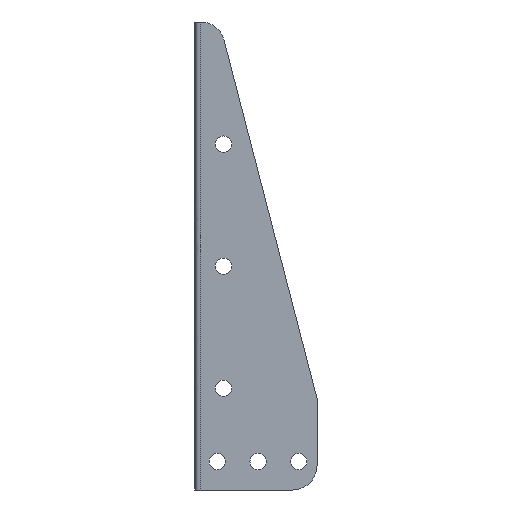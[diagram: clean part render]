
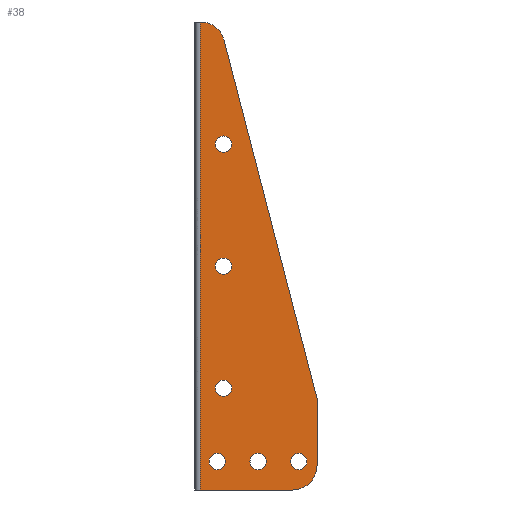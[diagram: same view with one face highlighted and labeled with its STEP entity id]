
A CAD part, left-side view. The second image highlights one B-rep face of the part: STEP entity #38.
In plain terms, the highlighted planar face has unit normal (-1, 0, 0).
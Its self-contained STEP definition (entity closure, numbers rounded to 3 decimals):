
#38 = ADVANCED_FACE ( 'NONE', ( #1315, #1307, #1312, #1311, #1309, #1305, #1304 ), #129, .F. ) ;
#61 = DIRECTION ( 'NONE',  ( 0., -1., 0. ) ) ;
#105 = CARTESIAN_POINT ( 'NONE',  ( -22., -14., -65. ) ) ;
#106 = CARTESIAN_POINT ( 'NONE',  ( -22., -55., -101. ) ) ;
#115 = CARTESIAN_POINT ( 'NONE',  ( -22., -14., -5. ) ) ;
#118 = DIRECTION ( 'NONE',  ( 0., 0., -1. ) ) ;
#119 = DIRECTION ( 'NONE',  ( -1., 0., 0. ) ) ;
#120 = CARTESIAN_POINT ( 'NONE',  ( -22., -48., -103. ) ) ;
#121 = DIRECTION ( 'NONE',  ( 0., 0., -1. ) ) ;
#122 = CARTESIAN_POINT ( 'NONE',  ( -22., 0., 115. ) ) ;
#129 = PLANE ( 'NONE',  #1688 ) ;
#133 = DIRECTION ( 'NONE',  ( 0., -1., 0. ) ) ;
#136 = DIRECTION ( 'NONE',  ( 1., 0., 0. ) ) ;
#151 = DIRECTION ( 'NONE',  ( -1., 0., 0. ) ) ;
#153 = DIRECTION ( 'NONE',  ( 0., -1., 0. ) ) ;
#155 = DIRECTION ( 'NONE',  ( -1., 0., 0. ) ) ;
#156 = CARTESIAN_POINT ( 'NONE',  ( -22., -31., -101. ) ) ;
#203 = CARTESIAN_POINT ( 'NONE',  ( -22., -14., 55. ) ) ;
#245 = CARTESIAN_POINT ( 'NONE',  ( -22., -18., -5. ) ) ;
#310 = DIRECTION ( 'NONE',  ( 0., -1., 0. ) ) ;
#323 = DIRECTION ( 'NONE',  ( -1., 0., 0. ) ) ;
#344 = CARTESIAN_POINT ( 'NONE',  ( -22., -11., -101. ) ) ;
#362 = CARTESIAN_POINT ( 'NONE',  ( -22., -35., -101. ) ) ;
#380 = DIRECTION ( 'NONE',  ( 0., -1., 0. ) ) ;
#420 = CARTESIAN_POINT ( 'NONE',  ( -22., -18., -65. ) ) ;
#473 = DIRECTION ( 'NONE',  ( 0., 0., -1. ) ) ;
#475 = CARTESIAN_POINT ( 'NONE',  ( -22., -60., 115. ) ) ;
#478 = DIRECTION ( 'NONE',  ( 0., 0.251, 0.968 ) ) ;
#480 = DIRECTION ( 'NONE',  ( 0., -1., 0. ) ) ;
#483 = DIRECTION ( 'NONE',  ( 0., 0., -1. ) ) ;
#485 = DIRECTION ( 'NONE',  ( -1., 0., 0. ) ) ;
#487 = CARTESIAN_POINT ( 'NONE',  ( -22., -2.716, 103. ) ) ;
#490 = CARTESIAN_POINT ( 'NONE',  ( -22., 0., 115. ) ) ;
#491 = CARTESIAN_POINT ( 'NONE',  ( -22., -11.243, 117.917 ) ) ;
#495 = DIRECTION ( 'NONE',  ( 0., 0., -1. ) ) ;
#497 = CARTESIAN_POINT ( 'NONE',  ( -22., -2.5, 115. ) ) ;
#531 = CARTESIAN_POINT ( 'NONE',  ( -22., -18., 55. ) ) ;
#544 = CARTESIAN_POINT ( 'NONE',  ( -22., -51., -101. ) ) ;
#548 = CARTESIAN_POINT ( 'NONE',  ( -22., -48., -115. ) ) ;
#557 = DIRECTION ( 'NONE',  ( 0., -1., 0. ) ) ;
#559 = DIRECTION ( 'NONE',  ( -1., 0., 0. ) ) ;
#568 = DIRECTION ( 'NONE',  ( -1., 0., 0. ) ) ;
#585 = CARTESIAN_POINT ( 'NONE',  ( -22., -2.716, 115. ) ) ;
#587 = CARTESIAN_POINT ( 'NONE',  ( -22., -14.332, 106.014 ) ) ;
#588 = CARTESIAN_POINT ( 'NONE',  ( -22., -15., -101. ) ) ;
#608 = CARTESIAN_POINT ( 'NONE',  ( -22., -2.5, -115. ) ) ;
#609 = CARTESIAN_POINT ( 'NONE',  ( -22., -2.5, 115. ) ) ;
#612 = CARTESIAN_POINT ( 'NONE',  ( -22., -60., -103. ) ) ;
#613 = CARTESIAN_POINT ( 'NONE',  ( -22., -60., -70. ) ) ;
#620 = CARTESIAN_POINT ( 'NONE',  ( -22., 0., -115. ) ) ;
#656 = DIRECTION ( 'NONE',  ( -1., 0., 0. ) ) ;
#657 = DIRECTION ( 'NONE',  ( 0., -1., 0. ) ) ;
#868 = VERTEX_POINT ( 'NONE', #613 ) ;
#870 = VERTEX_POINT ( 'NONE', #612 ) ;
#875 = VERTEX_POINT ( 'NONE', #609 ) ;
#876 = VERTEX_POINT ( 'NONE', #608 ) ;
#895 = VERTEX_POINT ( 'NONE', #587 ) ;
#897 = VERTEX_POINT ( 'NONE', #585 ) ;
#926 = VERTEX_POINT ( 'NONE', #548 ) ;
#948 = VERTEX_POINT ( 'NONE', #106 ) ;
#951 = VERTEX_POINT ( 'NONE', #245 ) ;
#963 = VERTEX_POINT ( 'NONE', #531 ) ;
#981 = VERTEX_POINT ( 'NONE', #420 ) ;
#995 = VERTEX_POINT ( 'NONE', #362 ) ;
#1003 = VERTEX_POINT ( 'NONE', #588 ) ;
#1018 = EDGE_CURVE ( 'NONE', #875, #876, #1224, .T. ) ;
#1020 = EDGE_CURVE ( 'NONE', #895, #897, #1222, .T. ) ;
#1022 = EDGE_CURVE ( 'NONE', #875, #897, #1220, .T. ) ;
#1023 = EDGE_CURVE ( 'NONE', #868, #895, #1217, .T. ) ;
#1024 = EDGE_CURVE ( 'NONE', #868, #870, #1212, .T. ) ;
#1090 = EDGE_CURVE ( 'NONE', #995, #995, #1097, .T. ) ;
#1097 = CIRCLE ( 'NONE', #1655, 4. ) ;
#1110 = CIRCLE ( 'NONE', #1715, 4. ) ;
#1209 = VECTOR ( 'NONE', #473, 1000. ) ;
#1211 = VECTOR ( 'NONE', #478, 1000. ) ;
#1212 = LINE ( 'NONE', #475, #1209 ) ;
#1213 = VECTOR ( 'NONE', #480, 1000. ) ;
#1217 = LINE ( 'NONE', #491, #1211 ) ;
#1220 = LINE ( 'NONE', #490, #1213 ) ;
#1221 = VECTOR ( 'NONE', #495, 1000. ) ;
#1222 = CIRCLE ( 'NONE', #1642, 12. ) ;
#1224 = LINE ( 'NONE', #497, #1221 ) ;
#1297 = CIRCLE ( 'NONE', #1725, 4. ) ;
#1304 = FACE_OUTER_BOUND ( 'NONE', #1416, .T. ) ;
#1305 = FACE_BOUND ( 'NONE', #1415, .T. ) ;
#1307 = FACE_BOUND ( 'NONE', #1401, .T. ) ;
#1309 = FACE_BOUND ( 'NONE', #1413, .T. ) ;
#1311 = FACE_BOUND ( 'NONE', #1412, .T. ) ;
#1312 = FACE_BOUND ( 'NONE', #1411, .T. ) ;
#1315 = FACE_BOUND ( 'NONE', #1396, .T. ) ;
#1341 = CIRCLE ( 'NONE', #1794, 4. ) ;
#1363 = LINE ( 'NONE', #620, #1518 ) ;
#1396 = EDGE_LOOP ( 'NONE', ( #1558 ) ) ;
#1401 = EDGE_LOOP ( 'NONE', ( #1559 ) ) ;
#1411 = EDGE_LOOP ( 'NONE', ( #1560 ) ) ;
#1412 = EDGE_LOOP ( 'NONE', ( #1561 ) ) ;
#1413 = EDGE_LOOP ( 'NONE', ( #1562 ) ) ;
#1415 = EDGE_LOOP ( 'NONE', ( #1563 ) ) ;
#1416 = EDGE_LOOP ( 'NONE', ( #1564, #1566, #1567, #1568, #1570, #1571, #1573 ) ) ;
#1418 = CIRCLE ( 'NONE', #1763, 12. ) ;
#1473 = CIRCLE ( 'NONE', #1747, 4. ) ;
#1498 = CIRCLE ( 'NONE', #1748, 4. ) ;
#1518 = VECTOR ( 'NONE', #61, 1000. ) ;
#1558 = ORIENTED_EDGE ( 'NONE', *, *, #1787, .F. ) ;
#1559 = ORIENTED_EDGE ( 'NONE', *, *, #1784, .F. ) ;
#1560 = ORIENTED_EDGE ( 'NONE', *, *, #1781, .F. ) ;
#1561 = ORIENTED_EDGE ( 'NONE', *, *, #1780, .F. ) ;
#1562 = ORIENTED_EDGE ( 'NONE', *, *, #1777, .F. ) ;
#1563 = ORIENTED_EDGE ( 'NONE', *, *, #1090, .F. ) ;
#1564 = ORIENTED_EDGE ( 'NONE', *, *, #1766, .T. ) ;
#1566 = ORIENTED_EDGE ( 'NONE', *, *, #1676, .T. ) ;
#1567 = ORIENTED_EDGE ( 'NONE', *, *, #1024, .F. ) ;
#1568 = ORIENTED_EDGE ( 'NONE', *, *, #1023, .T. ) ;
#1570 = ORIENTED_EDGE ( 'NONE', *, *, #1020, .T. ) ;
#1571 = ORIENTED_EDGE ( 'NONE', *, *, #1022, .F. ) ;
#1573 = ORIENTED_EDGE ( 'NONE', *, *, #1018, .T. ) ;
#1642 = AXIS2_PLACEMENT_3D ( 'NONE', #487, #485, #483 ) ;
#1655 = AXIS2_PLACEMENT_3D ( 'NONE', #156, #155, #153 ) ;
#1676 = EDGE_CURVE ( 'NONE', #926, #870, #1418, .T. ) ;
#1688 = AXIS2_PLACEMENT_3D ( 'NONE', #122, #136, #121 ) ;
#1715 = AXIS2_PLACEMENT_3D ( 'NONE', #544, #559, #133 ) ;
#1725 = AXIS2_PLACEMENT_3D ( 'NONE', #203, #568, #310 ) ;
#1747 = AXIS2_PLACEMENT_3D ( 'NONE', #105, #323, #380 ) ;
#1748 = AXIS2_PLACEMENT_3D ( 'NONE', #344, #656, #657 ) ;
#1763 = AXIS2_PLACEMENT_3D ( 'NONE', #120, #119, #118 ) ;
#1766 = EDGE_CURVE ( 'NONE', #876, #926, #1363, .T. ) ;
#1777 = EDGE_CURVE ( 'NONE', #948, #948, #1110, .T. ) ;
#1780 = EDGE_CURVE ( 'NONE', #1003, #1003, #1498, .T. ) ;
#1781 = EDGE_CURVE ( 'NONE', #981, #981, #1473, .T. ) ;
#1784 = EDGE_CURVE ( 'NONE', #951, #951, #1341, .T. ) ;
#1787 = EDGE_CURVE ( 'NONE', #963, #963, #1297, .T. ) ;
#1794 = AXIS2_PLACEMENT_3D ( 'NONE', #115, #151, #557 ) ;
